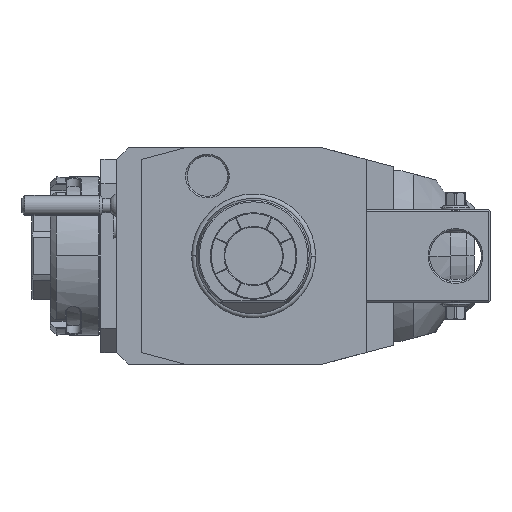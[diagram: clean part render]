
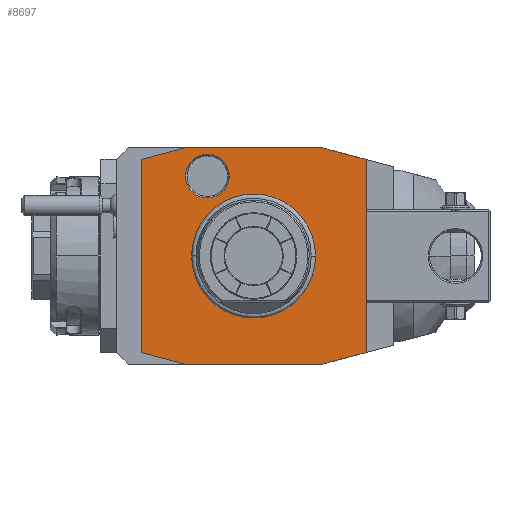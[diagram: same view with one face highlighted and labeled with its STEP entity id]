
A CAD part, front view. The second image highlights one B-rep face of the part: STEP entity #8697.
In plain terms, the highlighted planar face has unit normal (0, -1, 0).
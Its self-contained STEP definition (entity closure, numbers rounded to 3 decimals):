
#1=DIRECTION('',(-1.,0.,0.));
#2=VECTOR('',#1,48.);
#3=CARTESIAN_POINT('',(24.,0.,37.5));
#4=LINE('',#3,#2);
#5=DIRECTION('',(-0.966,0.,0.259));
#6=VECTOR('',#5,15.529);
#7=CARTESIAN_POINT('',(39.,0.,33.481));
#8=LINE('',#7,#6);
#9=DIRECTION('',(0.,0.,1.));
#10=VECTOR('',#9,66.962);
#11=CARTESIAN_POINT('',(39.,0.,-33.481));
#12=LINE('',#11,#10);
#13=DIRECTION('',(0.966,0.,0.259));
#14=VECTOR('',#13,15.529);
#15=CARTESIAN_POINT('',(24.,0.,-37.5));
#16=LINE('',#15,#14);
#17=DIRECTION('',(1.,0.,0.));
#18=VECTOR('',#17,48.);
#19=CARTESIAN_POINT('',(-24.,0.,-37.5));
#20=LINE('',#19,#18);
#21=DIRECTION('',(0.966,0.,-0.259));
#22=VECTOR('',#21,15.529);
#23=CARTESIAN_POINT('',(-39.,0.,-33.481));
#24=LINE('',#23,#22);
#25=DIRECTION('',(0.,0.,-1.));
#26=VECTOR('',#25,66.962);
#27=CARTESIAN_POINT('',(-39.,0.,33.481));
#28=LINE('',#27,#26);
#29=DIRECTION('',(-0.966,0.,-0.259));
#30=VECTOR('',#29,15.529);
#31=CARTESIAN_POINT('',(-24.,0.,37.5));
#32=LINE('',#31,#30);
#33=CARTESIAN_POINT('',(-16.,0.,27.713));
#34=DIRECTION('',(0.,1.,0.));
#35=DIRECTION('',(1.,0.,0.));
#36=AXIS2_PLACEMENT_3D('',#33,#34,#35);
#38=CARTESIAN_POINT('',(-16.,0.,27.713));
#39=DIRECTION('',(0.,1.,0.));
#40=DIRECTION('',(-1.,0.,0.));
#41=AXIS2_PLACEMENT_3D('',#38,#39,#40);
#5467=CARTESIAN_POINT('',(0.,0.,0.));
#5468=DIRECTION('',(0.,1.,0.));
#5469=DIRECTION('',(-1.,0.,0.));
#5470=AXIS2_PLACEMENT_3D('',#5467,#5468,#5469);
#5472=CARTESIAN_POINT('',(0.,0.,0.));
#5473=DIRECTION('',(0.,1.,0.));
#5474=DIRECTION('',(1.,0.,0.));
#5475=AXIS2_PLACEMENT_3D('',#5472,#5473,#5474);
#7658=CARTESIAN_POINT('',(-8.423,0.,27.713));
#7659=CARTESIAN_POINT('',(-23.577,0.,27.713));
#7660=VERTEX_POINT('',#7658);
#7661=VERTEX_POINT('',#7659);
#8484=CARTESIAN_POINT('',(24.,0.,37.5));
#8485=CARTESIAN_POINT('',(-24.,0.,37.5));
#8486=VERTEX_POINT('',#8484);
#8487=VERTEX_POINT('',#8485);
#8488=CARTESIAN_POINT('',(39.,0.,-33.481));
#8489=CARTESIAN_POINT('',(39.,0.,33.481));
#8490=VERTEX_POINT('',#8488);
#8491=VERTEX_POINT('',#8489);
#8492=CARTESIAN_POINT('',(-39.,0.,-33.481));
#8493=CARTESIAN_POINT('',(-24.,0.,-37.5));
#8494=VERTEX_POINT('',#8492);
#8495=VERTEX_POINT('',#8493);
#8496=CARTESIAN_POINT('',(-39.,0.,33.481));
#8497=VERTEX_POINT('',#8496);
#8522=CARTESIAN_POINT('',(24.,0.,-37.5));
#8523=VERTEX_POINT('',#8522);
#8536=CARTESIAN_POINT('',(-21.137,0.,0.));
#8537=CARTESIAN_POINT('',(21.137,0.,0.));
#8538=VERTEX_POINT('',#8536);
#8539=VERTEX_POINT('',#8537);
#8662=CARTESIAN_POINT('',(0.,0.,0.));
#8663=DIRECTION('',(0.,-1.,0.));
#8664=DIRECTION('',(-1.,0.,0.));
#8665=AXIS2_PLACEMENT_3D('',#8662,#8663,#8664);
#8666=PLANE('',#8665);
#8668=ORIENTED_EDGE('',*,*,#8667,.F.);
#8670=ORIENTED_EDGE('',*,*,#8669,.F.);
#8672=ORIENTED_EDGE('',*,*,#8671,.F.);
#8674=ORIENTED_EDGE('',*,*,#8673,.F.);
#8676=ORIENTED_EDGE('',*,*,#8675,.F.);
#8678=ORIENTED_EDGE('',*,*,#8677,.F.);
#8680=ORIENTED_EDGE('',*,*,#8679,.F.);
#8682=ORIENTED_EDGE('',*,*,#8681,.F.);
#8683=EDGE_LOOP('',(#8668,#8670,#8672,#8674,#8676,#8678,#8680,#8682));
#8684=FACE_OUTER_BOUND('',#8683,.F.);
#8686=ORIENTED_EDGE('',*,*,#8685,.F.);
#8688=ORIENTED_EDGE('',*,*,#8687,.F.);
#8689=EDGE_LOOP('',(#8686,#8688));
#8690=FACE_BOUND('',#8689,.F.);
#8692=ORIENTED_EDGE('',*,*,#8691,.F.);
#8694=ORIENTED_EDGE('',*,*,#8693,.F.);
#8695=EDGE_LOOP('',(#8692,#8694));
#8696=FACE_BOUND('',#8695,.F.);
#37=CIRCLE('',#36,7.577);
#42=CIRCLE('',#41,7.577);
#5471=CIRCLE('',#5470,21.137);
#5476=CIRCLE('',#5475,21.137);
#8667=EDGE_CURVE('',#8486,#8487,#4,.T.);
#8669=EDGE_CURVE('',#8491,#8486,#8,.T.);
#8671=EDGE_CURVE('',#8490,#8491,#12,.T.);
#8673=EDGE_CURVE('',#8523,#8490,#16,.T.);
#8675=EDGE_CURVE('',#8495,#8523,#20,.T.);
#8677=EDGE_CURVE('',#8494,#8495,#24,.T.);
#8679=EDGE_CURVE('',#8497,#8494,#28,.T.);
#8681=EDGE_CURVE('',#8487,#8497,#32,.T.);
#8685=EDGE_CURVE('',#8538,#8539,#5471,.T.);
#8687=EDGE_CURVE('',#8539,#8538,#5476,.T.);
#8691=EDGE_CURVE('',#7660,#7661,#37,.T.);
#8693=EDGE_CURVE('',#7661,#7660,#42,.T.);
#8697=ADVANCED_FACE('',(#8684,#8690,#8696),#8666,.T.);
